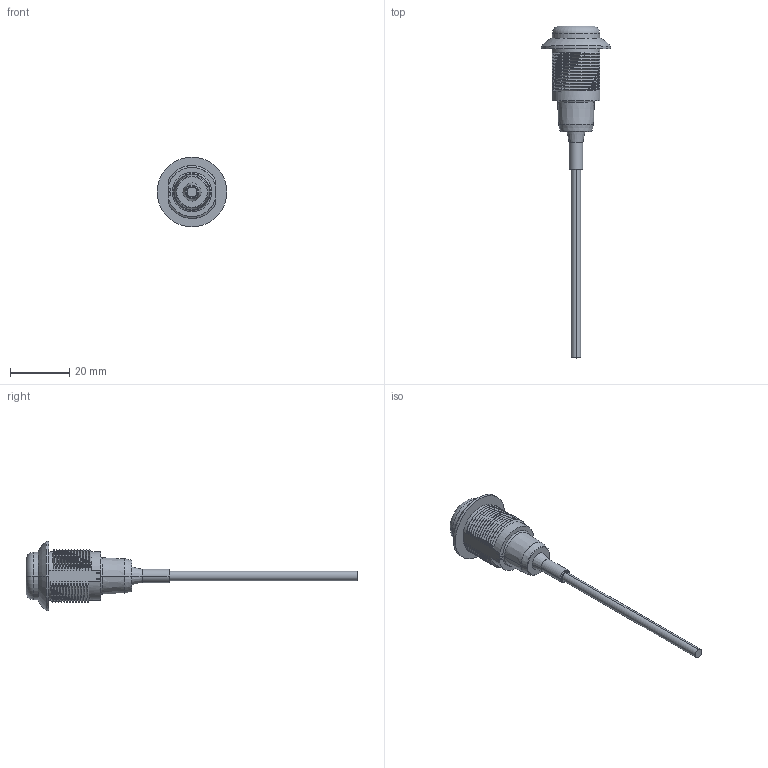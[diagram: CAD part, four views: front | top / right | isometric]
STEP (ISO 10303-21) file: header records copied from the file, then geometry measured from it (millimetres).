
FILE_DESCRIPTION((''),'2;1');
FILE_NAME('161756_SM01_ASM','2022-06-03T09:17:24',('PDMAdmin'),('BANNER ENGINEERING'),'CREO PARAMETRIC BY PTC INC, 2019292','CREO PARAMETRIC BY PTC INC, 2019292','');
FILE_SCHEMA(('CONFIG_CONTROL_DESIGN'));
Products named in the file (3): 161756_EP01; CABLE_125; 161756_SM01_ASM
Assembly tree (2 placements, depth 2):
  161756_SM01_ASM
    161756_EP01
    CABLE_125
Bounding box: 23.5 x 112.1 x 23.5 mm (x, y, z)
Volume: 7847.6 mm3; surface area: 3847.5 mm2
Topology: 2 solids, 2 shells, 162 faces, 444 edges, 288 vertices
Faces by surface type: bspline 84, cylinder 36, plane 18, cone 14, torus 8, sphere 2
Entity records: 17522 total; most frequent: CARTESIAN_POINT 13957, ORIENTED_EDGE 888, DIRECTION 456, EDGE_CURVE 444, VERTEX_POINT 288, B_SPLINE_CURVE_WITH_KNOTS 220, EDGE_LOOP 166, FACE_OUTER_BOUND 162
